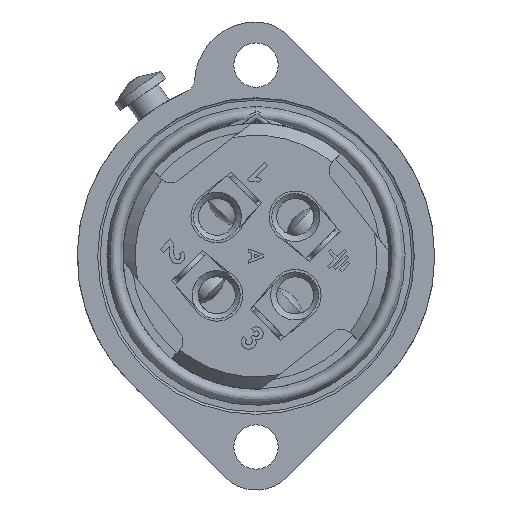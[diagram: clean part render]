
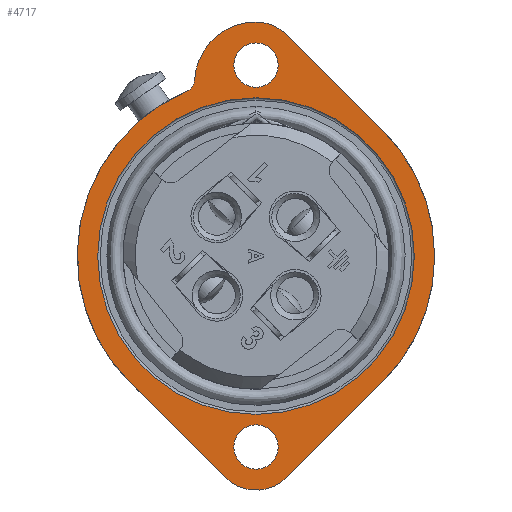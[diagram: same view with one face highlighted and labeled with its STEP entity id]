
A CAD part, front view. The second image highlights one B-rep face of the part: STEP entity #4717.
In plain terms, the highlighted planar face has unit normal (0, -1, 0).
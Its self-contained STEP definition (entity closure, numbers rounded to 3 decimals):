
#2189=LINE('',#22399,#3492);
#2190=LINE('',#22406,#3493);
#2191=LINE('',#22410,#3494);
#3492=VECTOR('',#17365,1.);
#3493=VECTOR('',#17372,1.);
#3494=VECTOR('',#17375,1.);
#4717=ADVANCED_FACE('',(#6173,#6174,#6175,#6176),#5554,.T.);
#5554=PLANE('',#15994);
#6173=FACE_BOUND('',#6452,.T.);
#6174=FACE_BOUND('',#6453,.T.);
#6175=FACE_BOUND('',#6454,.T.);
#6176=FACE_BOUND('',#6455,.T.);
#6452=EDGE_LOOP('',(#7777));
#6453=EDGE_LOOP('',(#7778));
#6454=EDGE_LOOP('',(#7779,#7780,#7781,#7782,#7783,#7784,#7785,#7786,#7787));
#6455=EDGE_LOOP('',(#7788));
#7777=ORIENTED_EDGE('',*,*,#13715,.T.);
#7778=ORIENTED_EDGE('',*,*,#13718,.F.);
#7779=ORIENTED_EDGE('',*,*,#13699,.T.);
#7780=ORIENTED_EDGE('',*,*,#13719,.T.);
#7781=ORIENTED_EDGE('',*,*,#13720,.T.);
#7782=ORIENTED_EDGE('',*,*,#13721,.T.);
#7783=ORIENTED_EDGE('',*,*,#13722,.T.);
#7784=ORIENTED_EDGE('',*,*,#13710,.T.);
#7785=ORIENTED_EDGE('',*,*,#13723,.T.);
#7786=ORIENTED_EDGE('',*,*,#13724,.T.);
#7787=ORIENTED_EDGE('',*,*,#13725,.T.);
#7788=ORIENTED_EDGE('',*,*,#13717,.T.);
#12194=VERTEX_POINT('',#22271);
#12195=VERTEX_POINT('',#22273);
#12205=VERTEX_POINT('',#22369);
#12206=VERTEX_POINT('',#22371);
#12210=VERTEX_POINT('',#22390);
#12212=VERTEX_POINT('',#22395);
#12213=VERTEX_POINT('',#22398);
#12214=VERTEX_POINT('',#22400);
#12215=VERTEX_POINT('',#22402);
#12216=VERTEX_POINT('',#22404);
#12217=VERTEX_POINT('',#22407);
#12218=VERTEX_POINT('',#22409);
#13699=EDGE_CURVE('',#12195,#12194,#15602,.T.);
#13710=EDGE_CURVE('',#12206,#12205,#15606,.T.);
#13715=EDGE_CURVE('',#12210,#12210,#15609,.T.);
#13717=EDGE_CURVE('',#12212,#12212,#15611,.T.);
#13718=EDGE_CURVE('',#12213,#12213,#15612,.T.);
#13719=EDGE_CURVE('',#12194,#12214,#2189,.T.);
#13720=EDGE_CURVE('',#12214,#12215,#15613,.T.);
#13721=EDGE_CURVE('',#12215,#12216,#15614,.T.);
#13722=EDGE_CURVE('',#12216,#12206,#15615,.T.);
#13723=EDGE_CURVE('',#12205,#12217,#2190,.T.);
#13724=EDGE_CURVE('',#12217,#12218,#15616,.T.);
#13725=EDGE_CURVE('',#12218,#12195,#2191,.T.);
#15602=CIRCLE('',#15975,14.5);
#15606=CIRCLE('',#15980,14.5);
#15609=CIRCLE('',#15984,1.8);
#15611=CIRCLE('',#15987,1.8);
#15612=CIRCLE('',#15989,12.85);
#15613=CIRCLE('',#15990,3.5);
#15614=CIRCLE('',#15991,5.);
#15615=CIRCLE('',#15992,1.);
#15616=CIRCLE('',#15993,3.5);
#15975=AXIS2_PLACEMENT_3D('',#22272,#17330,#17331);
#15980=AXIS2_PLACEMENT_3D('',#22370,#17344,#17345);
#15984=AXIS2_PLACEMENT_3D('',#22389,#17353,#17354);
#15987=AXIS2_PLACEMENT_3D('',#22394,#17359,#17360);
#15989=AXIS2_PLACEMENT_3D('',#22397,#17363,#17364);
#15990=AXIS2_PLACEMENT_3D('',#22401,#17366,#17367);
#15991=AXIS2_PLACEMENT_3D('',#22403,#17368,#17369);
#15992=AXIS2_PLACEMENT_3D('',#22405,#17370,#17371);
#15993=AXIS2_PLACEMENT_3D('',#22408,#17373,#17374);
#15994=AXIS2_PLACEMENT_3D('',#22411,#17376,#17377);
#17330=DIRECTION('',(0.,-1.,0.));
#17331=DIRECTION('',(0.,0.,1.));
#17344=DIRECTION('',(0.,-1.,0.));
#17345=DIRECTION('',(0.,0.,1.));
#17353=DIRECTION('',(0.,1.,0.));
#17354=DIRECTION('',(0.,0.,1.));
#17359=DIRECTION('',(0.,1.,0.));
#17360=DIRECTION('',(0.,0.,1.));
#17363=DIRECTION('',(0.,-1.,0.));
#17364=DIRECTION('',(0.,0.,-1.));
#17365=DIRECTION('',(-0.71,0.,0.705));
#17366=DIRECTION('',(0.,-1.,0.));
#17367=DIRECTION('',(0.,0.,1.));
#17368=DIRECTION('',(0.,-1.,0.));
#17369=DIRECTION('',(0.,0.,1.));
#17370=DIRECTION('',(0.,1.,0.));
#17371=DIRECTION('',(0.,0.,1.));
#17372=DIRECTION('',(0.71,0.,-0.705));
#17373=DIRECTION('',(0.,-1.,0.));
#17374=DIRECTION('',(0.,0.,1.));
#17375=DIRECTION('',(0.71,0.,0.705));
#17376=DIRECTION('',(0.,-1.,0.));
#17377=DIRECTION('',(0.,0.,-1.));
#22271=CARTESIAN_POINT('',(10.216,13.5,10.29));
#22272=CARTESIAN_POINT('',(0.,13.5,0.));
#22273=CARTESIAN_POINT('',(10.216,13.5,-10.29));
#22369=CARTESIAN_POINT('',(-10.216,13.5,-10.29));
#22370=CARTESIAN_POINT('',(0.,13.5,0.));
#22371=CARTESIAN_POINT('',(-5.606,13.5,13.372));
#22389=CARTESIAN_POINT('',(0.,13.5,15.5));
#22390=CARTESIAN_POINT('',(0.,13.5,17.3));
#22394=CARTESIAN_POINT('',(0.,13.5,-15.5));
#22395=CARTESIAN_POINT('',(0.,13.5,-13.7));
#22397=CARTESIAN_POINT('',(0.,13.5,0.));
#22398=CARTESIAN_POINT('',(0.,13.5,-12.85));
#22399=CARTESIAN_POINT('',(10.216,13.5,10.29));
#22400=CARTESIAN_POINT('',(2.466,13.5,17.984));
#22401=CARTESIAN_POINT('',(0.,13.5,15.5));
#22402=CARTESIAN_POINT('',(0.,13.5,19.));
#22403=CARTESIAN_POINT('',(0.,13.5,14.));
#22404=CARTESIAN_POINT('',(-4.994,13.5,14.246));
#22405=CARTESIAN_POINT('',(-5.993,13.5,14.295));
#22406=CARTESIAN_POINT('',(-10.216,13.5,-10.29));
#22407=CARTESIAN_POINT('',(-2.466,13.5,-17.984));
#22408=CARTESIAN_POINT('',(0.,13.5,-15.5));
#22409=CARTESIAN_POINT('',(2.466,13.5,-17.984));
#22410=CARTESIAN_POINT('',(2.466,13.5,-17.984));
#22411=CARTESIAN_POINT('',(0.,13.5,12.85));
